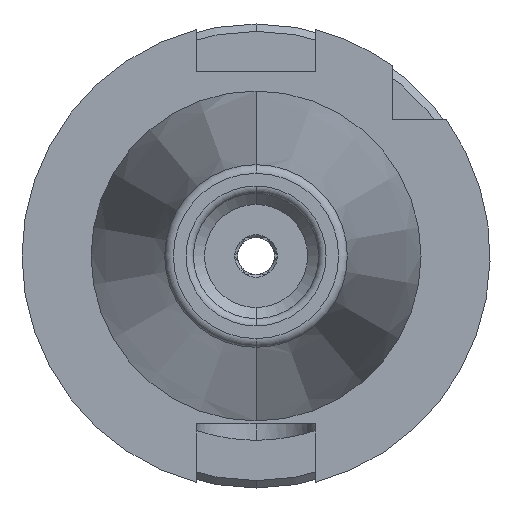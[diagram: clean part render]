
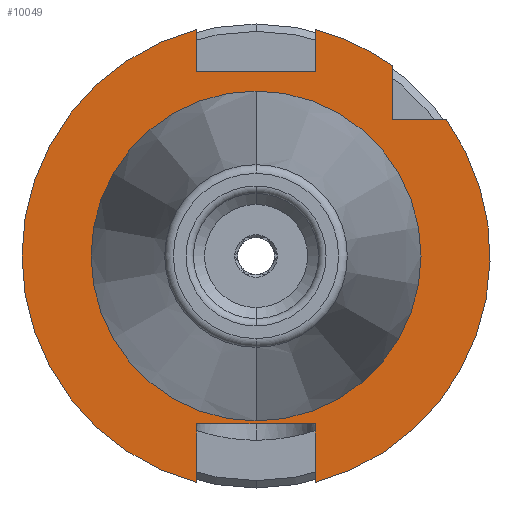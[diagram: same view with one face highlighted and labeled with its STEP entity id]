
A CAD part, left-side view. The second image highlights one B-rep face of the part: STEP entity #10049.
In plain terms, the highlighted planar face has unit normal (-1, 0, 0).
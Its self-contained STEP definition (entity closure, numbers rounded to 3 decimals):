
#180 = DIRECTION ( 'NONE',  ( 0., -1., 0. ) ) ;
#407 = DIRECTION ( 'NONE',  ( 0., 0., 1. ) ) ;
#421 = VERTEX_POINT ( 'NONE', #7068 ) ;
#499 = VERTEX_POINT ( 'NONE', #10175 ) ;
#668 = ORIENTED_EDGE ( 'NONE', *, *, #4673, .T. ) ;
#943 = VERTEX_POINT ( 'NONE', #5484 ) ;
#1045 = CARTESIAN_POINT ( 'NONE',  ( 3.2, -8.05, 30.738 ) ) ;
#1052 = LINE ( 'NONE', #1963, #3511 ) ;
#1184 = VECTOR ( 'NONE', #11660, 1000. ) ;
#1187 = VERTEX_POINT ( 'NONE', #4120 ) ;
#1512 = ORIENTED_EDGE ( 'NONE', *, *, #6512, .F. ) ;
#1514 = EDGE_CURVE ( 'NONE', #3221, #421, #1809, .T. ) ;
#1669 = ORIENTED_EDGE ( 'NONE', *, *, #6357, .F. ) ;
#1809 = CIRCLE ( 'NONE', #10829, 21.9 ) ;
#1891 = CARTESIAN_POINT ( 'NONE',  ( 3.2, -18.5, 25.834 ) ) ;
#1960 = PLANE ( 'NONE',  #3622 ) ;
#1963 = CARTESIAN_POINT ( 'NONE',  ( 3.2, -8.05, 30.738 ) ) ;
#2041 = DIRECTION ( 'NONE',  ( 0., 0., -1. ) ) ;
#2042 = DIRECTION ( 'NONE',  ( 1., 0., 0. ) ) ;
#2134 = LINE ( 'NONE', #1891, #4702 ) ;
#2233 = ORIENTED_EDGE ( 'NONE', *, *, #6322, .F. ) ;
#2285 = LINE ( 'NONE', #7733, #7045 ) ;
#2315 = ORIENTED_EDGE ( 'NONE', *, *, #6342, .F. ) ;
#2413 = ORIENTED_EDGE ( 'NONE', *, *, #6430, .F. ) ;
#2417 = FACE_BOUND ( 'NONE', #8677, .T. ) ;
#2544 = CARTESIAN_POINT ( 'NONE',  ( 3.2, 0., -21.9 ) ) ;
#2832 = CIRCLE ( 'NONE', #8508, 21.9 ) ;
#2974 = DIRECTION ( 'NONE',  ( 1., 0., 0. ) ) ;
#2990 = CARTESIAN_POINT ( 'NONE',  ( 3.2, -25.834, 18.5 ) ) ;
#2994 = DIRECTION ( 'NONE',  ( -1., 0., 0. ) ) ;
#3019 = CARTESIAN_POINT ( 'NONE',  ( 3.2, 8.05, -30.738 ) ) ;
#3164 = CARTESIAN_POINT ( 'NONE',  ( 3.2, 0., 0. ) ) ;
#3190 = CARTESIAN_POINT ( 'NONE',  ( 3.2, 0., 0. ) ) ;
#3221 = VERTEX_POINT ( 'NONE', #2544 ) ;
#3292 = CARTESIAN_POINT ( 'NONE',  ( 3.2, 8.05, -30.738 ) ) ;
#3317 = VERTEX_POINT ( 'NONE', #3292 ) ;
#3372 = EDGE_LOOP ( 'NONE', ( #4261, #8484, #2233, #668, #2315, #1669, #7973, #6105, #2413, #5151, #1512 ) ) ;
#3511 = VECTOR ( 'NONE', #7641, 1000. ) ;
#3539 = CARTESIAN_POINT ( 'NONE',  ( 3.2, -8.05, -22.8 ) ) ;
#3622 = AXIS2_PLACEMENT_3D ( 'NONE', #8628, #2974, #9569 ) ;
#3974 = DIRECTION ( 'NONE',  ( 0., 0., -1. ) ) ;
#4118 = DIRECTION ( 'NONE',  ( 0., 0., -1. ) ) ;
#4120 = CARTESIAN_POINT ( 'NONE',  ( 3.2, 8.05, 25. ) ) ;
#4155 = DIRECTION ( 'NONE',  ( 0., 0., 1. ) ) ;
#4261 = ORIENTED_EDGE ( 'NONE', *, *, #5693, .T. ) ;
#4601 = VERTEX_POINT ( 'NONE', #1045 ) ;
#4639 = EDGE_CURVE ( 'NONE', #421, #3221, #2832, .T. ) ;
#4673 = EDGE_CURVE ( 'NONE', #6153, #4601, #8305, .T. ) ;
#4702 = VECTOR ( 'NONE', #7604, 1000. ) ;
#4773 = CARTESIAN_POINT ( 'NONE',  ( 3.2, -18.5, 18.5 ) ) ;
#4840 = LINE ( 'NONE', #3019, #11979 ) ;
#4850 = CARTESIAN_POINT ( 'NONE',  ( 3.2, -8.05, 25. ) ) ;
#5151 = ORIENTED_EDGE ( 'NONE', *, *, #6496, .F. ) ;
#5166 = DIRECTION ( 'NONE',  ( 0., 0., 1. ) ) ;
#5232 = CIRCLE ( 'NONE', #7489, 31.775 ) ;
#5484 = CARTESIAN_POINT ( 'NONE',  ( 3.2, -8.05, 25. ) ) ;
#5492 = ORIENTED_EDGE ( 'NONE', *, *, #4639, .T. ) ;
#5537 = CARTESIAN_POINT ( 'NONE',  ( 3.2, -18.5, 18.5 ) ) ;
#5572 = CARTESIAN_POINT ( 'NONE',  ( 3.2, -8.05, -30.738 ) ) ;
#5693 = EDGE_CURVE ( 'NONE', #10892, #9512, #8170, .T. ) ;
#5814 = EDGE_CURVE ( 'NONE', #11013, #3317, #5232, .T. ) ;
#5989 = DIRECTION ( 'NONE',  ( -1., 0., 0. ) ) ;
#6053 = VECTOR ( 'NONE', #9533, 1000. ) ;
#6105 = ORIENTED_EDGE ( 'NONE', *, *, #5814, .T. ) ;
#6153 = VERTEX_POINT ( 'NONE', #6477 ) ;
#6190 = LINE ( 'NONE', #10531, #8374 ) ;
#6301 = EDGE_CURVE ( 'NONE', #8590, #9512, #6910, .T. ) ;
#6322 = EDGE_CURVE ( 'NONE', #6153, #8590, #2134, .T. ) ;
#6342 = EDGE_CURVE ( 'NONE', #943, #4601, #1052, .T. ) ;
#6357 = EDGE_CURVE ( 'NONE', #1187, #943, #10688, .T. ) ;
#6409 = EDGE_CURVE ( 'NONE', #11013, #1187, #2285, .T. ) ;
#6430 = EDGE_CURVE ( 'NONE', #499, #3317, #4840, .T. ) ;
#6477 = CARTESIAN_POINT ( 'NONE',  ( 3.2, -18.5, 25.834 ) ) ;
#6496 = EDGE_CURVE ( 'NONE', #8549, #499, #10840, .T. ) ;
#6512 = EDGE_CURVE ( 'NONE', #10892, #8549, #6190, .T. ) ;
#6910 = LINE ( 'NONE', #4773, #9411 ) ;
#6954 = ORIENTED_EDGE ( 'NONE', *, *, #1514, .T. ) ;
#7045 = VECTOR ( 'NONE', #2041, 1000. ) ;
#7068 = CARTESIAN_POINT ( 'NONE',  ( 3.2, 0., 21.9 ) ) ;
#7489 = AXIS2_PLACEMENT_3D ( 'NONE', #3190, #9783, #4155 ) ;
#7604 = DIRECTION ( 'NONE',  ( 0., 0., -1. ) ) ;
#7607 = AXIS2_PLACEMENT_3D ( 'NONE', #8645, #2994, #9586 ) ;
#7641 = DIRECTION ( 'NONE',  ( 0., 0., 1. ) ) ;
#7733 = CARTESIAN_POINT ( 'NONE',  ( 3.2, 8.05, 30.738 ) ) ;
#7734 = CARTESIAN_POINT ( 'NONE',  ( 3.2, 0., 0. ) ) ;
#7973 = ORIENTED_EDGE ( 'NONE', *, *, #6409, .F. ) ;
#8170 = CIRCLE ( 'NONE', #7607, 31.775 ) ;
#8305 = CIRCLE ( 'NONE', #8436, 31.775 ) ;
#8374 = VECTOR ( 'NONE', #5166, 1000. ) ;
#8436 = AXIS2_PLACEMENT_3D ( 'NONE', #11524, #5989, #407 ) ;
#8484 = ORIENTED_EDGE ( 'NONE', *, *, #6301, .F. ) ;
#8508 = AXIS2_PLACEMENT_3D ( 'NONE', #7734, #2042, #8671 ) ;
#8549 = VERTEX_POINT ( 'NONE', #3539 ) ;
#8590 = VERTEX_POINT ( 'NONE', #5537 ) ;
#8628 = CARTESIAN_POINT ( 'NONE',  ( 3.2, 0., 0. ) ) ;
#8645 = CARTESIAN_POINT ( 'NONE',  ( 3.2, 0., 0. ) ) ;
#8671 = DIRECTION ( 'NONE',  ( 0., 0., -1. ) ) ;
#8677 = EDGE_LOOP ( 'NONE', ( #5492, #6954 ) ) ;
#9411 = VECTOR ( 'NONE', #180, 1000. ) ;
#9512 = VERTEX_POINT ( 'NONE', #2990 ) ;
#9533 = DIRECTION ( 'NONE',  ( 0., -1., 0. ) ) ;
#9569 = DIRECTION ( 'NONE',  ( 0., 0., -1. ) ) ;
#9586 = DIRECTION ( 'NONE',  ( 0., 0., 1. ) ) ;
#9648 = CARTESIAN_POINT ( 'NONE',  ( 3.2, -8.05, -22.8 ) ) ;
#9749 = DIRECTION ( 'NONE',  ( 1., 0., 0. ) ) ;
#9783 = DIRECTION ( 'NONE',  ( -1., 0., 0. ) ) ;
#10049 = ADVANCED_FACE ( 'NONE', ( #11813, #2417 ), #1960, .F. ) ;
#10175 = CARTESIAN_POINT ( 'NONE',  ( 3.2, 8.05, -22.8 ) ) ;
#10350 = CARTESIAN_POINT ( 'NONE',  ( 3.2, 8.05, 30.738 ) ) ;
#10531 = CARTESIAN_POINT ( 'NONE',  ( 3.2, -8.05, -30.738 ) ) ;
#10688 = LINE ( 'NONE', #4850, #6053 ) ;
#10829 = AXIS2_PLACEMENT_3D ( 'NONE', #3164, #9749, #4118 ) ;
#10840 = LINE ( 'NONE', #9648, #1184 ) ;
#10892 = VERTEX_POINT ( 'NONE', #5572 ) ;
#11013 = VERTEX_POINT ( 'NONE', #10350 ) ;
#11524 = CARTESIAN_POINT ( 'NONE',  ( 3.2, 0., 0. ) ) ;
#11660 = DIRECTION ( 'NONE',  ( 0., 1., 0. ) ) ;
#11813 = FACE_OUTER_BOUND ( 'NONE', #3372, .T. ) ;
#11979 = VECTOR ( 'NONE', #3974, 1000. ) ;
